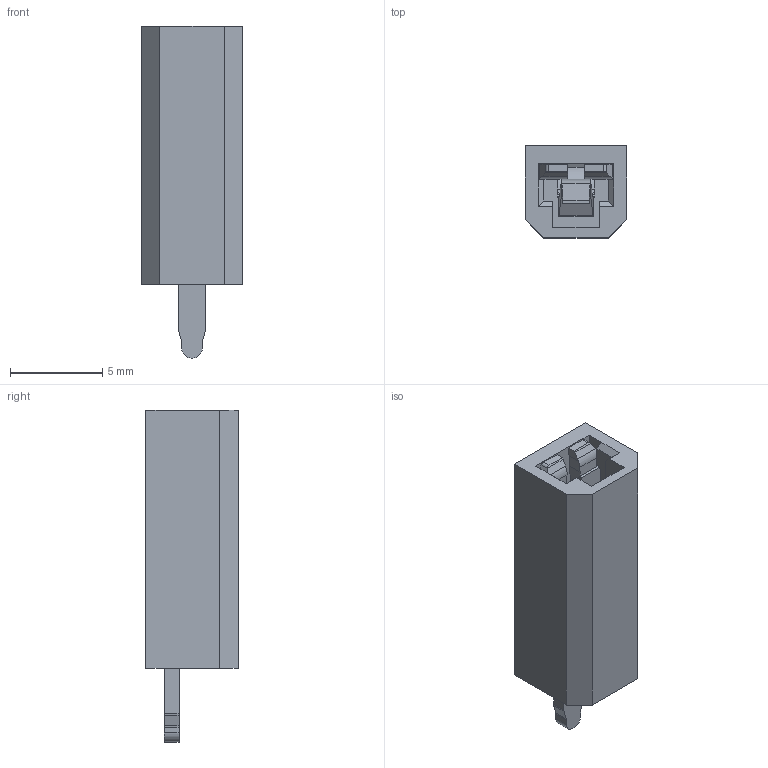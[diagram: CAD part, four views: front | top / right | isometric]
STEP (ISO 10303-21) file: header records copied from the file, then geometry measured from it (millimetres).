
FILE_DESCRIPTION (( 'STEP AP203' ), '1' );
FILE_NAME ('S98508-B02.STEP', '2025-03-13T08:15:50', ( '' ), ( '' ), 'SwSTEP 2.0', 'SolidWorks 2023', '' );
FILE_SCHEMA (( 'CONFIG_CONTROL_DESIGN' ));
Length unit declared in the file: millimetre
Products named in the file (3): S98508-B02; K98508-A; K98670-E
Assembly tree (2 placements, depth 2):
  S98508-B02
    K98508-A
    K98670-E
Bounding box: 5.5 x 5 x 18 mm (x, y, z)
Volume: 271.1 mm3; surface area: 721.3 mm2
Topology: 2 solids, 2 shells, 128 faces, 347 edges, 224 vertices
Faces by surface type: plane 79, cylinder 27, bspline 22
Entity records: 4867 total; most frequent: CARTESIAN_POINT 1509, ORIENTED_EDGE 694, DIRECTION 543, EDGE_CURVE 347, VECTOR 249, LINE 249, VERTEX_POINT 224, AXIS2_PLACEMENT_3D 147
